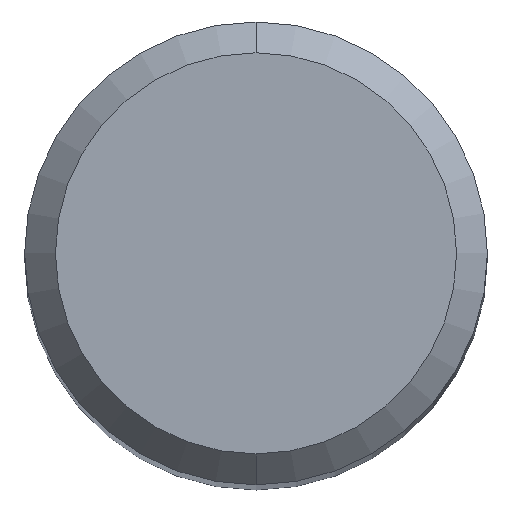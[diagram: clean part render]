
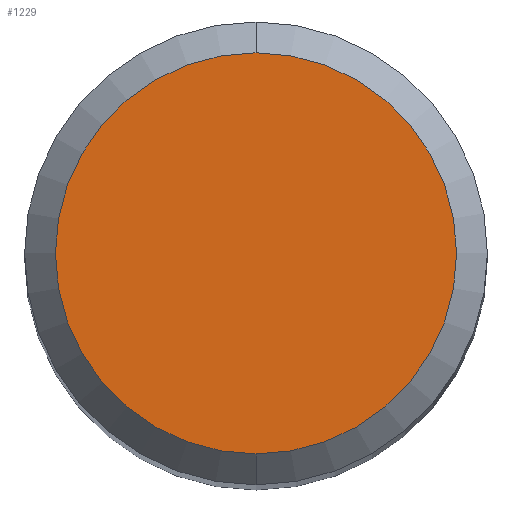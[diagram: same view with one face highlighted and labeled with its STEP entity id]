
A CAD part, top view. The second image highlights one B-rep face of the part: STEP entity #1229.
In plain terms, the highlighted planar face has unit normal (0, 0, 1).
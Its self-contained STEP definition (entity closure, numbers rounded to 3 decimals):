
#497=VERTEX_POINT('',#1402);
#937=EDGE_CURVE('',#1181,#497,#1890,.T.);
#947=EDGE_CURVE('',#497,#1181,#1900,.T.);
#1181=VERTEX_POINT('',#2153);
#1229=ADVANCED_FACE('',(#2205),#2206,.T.);
#1402=CARTESIAN_POINT('',(0.,-2.6,0.0));
#1890=CIRCLE('',#8765,2.6);
#1900=CIRCLE('',#8792,2.6);
#2153=CARTESIAN_POINT('',(0.0,2.6,0.0));
#2205=FACE_OUTER_BOUND('',#12099,.T.);
#2206=PLANE('',#12100);
#8765=AXIS2_PLACEMENT_3D('',#13417,#13418,#13419);
#8792=AXIS2_PLACEMENT_3D('',#13420,#13421,#13422);
#12099=EDGE_LOOP('',(#13717,#13718));
#12100=AXIS2_PLACEMENT_3D('',#13719,#13720,#13721);
#13417=CARTESIAN_POINT('',(0.0,0.0,0.0));
#13418=DIRECTION('',(0.0,0.0,-1.0));
#13419=DIRECTION('',(0.0,1.0,0.0));
#13420=CARTESIAN_POINT('',(0.0,0.0,0.0));
#13421=DIRECTION('',(0.0,0.0,-1.0));
#13422=DIRECTION('',(0.0,1.0,0.0));
#13717=ORIENTED_EDGE('',*,*,#937,.F.);
#13718=ORIENTED_EDGE('',*,*,#947,.F.);
#13719=CARTESIAN_POINT('',(0.0,1.3,0.0));
#13720=DIRECTION('',(-0.0,0.0,1.0));
#13721=DIRECTION('',(0.0,-1.0,0.0));
